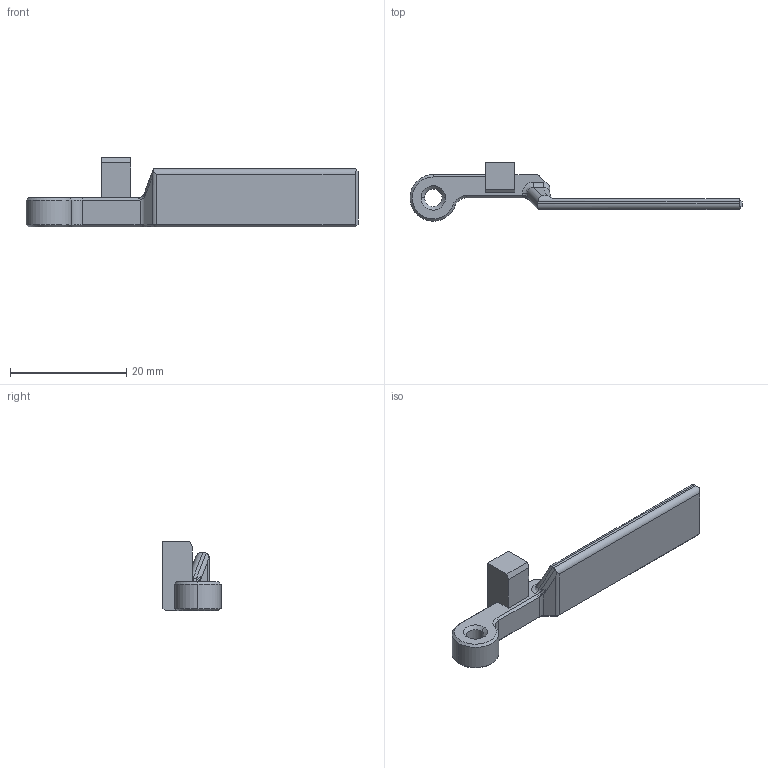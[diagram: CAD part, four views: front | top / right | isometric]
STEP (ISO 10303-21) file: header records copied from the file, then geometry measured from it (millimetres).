
FILE_DESCRIPTION (( 'STEP AP214' ), '1' );
FILE_NAME ('郔笝唳赻雄瑩瑩', '2024-03-08T14:59:19', ( '' ), ( '' ), 'SwSTEP 2.0', 'SolidWorks 2024', '' );
FILE_SCHEMA (( 'AUTOMOTIVE_DESIGN' ));
Length unit declared in the file: millimetre
Products named in the file (1): 最终版自动键键柄右
Bounding box: 57 x 9.99 x 12 mm (x, y, z)
Volume: 1410.9 mm3; surface area: 1505.7 mm2
Topology: 1 solids, 1 shells, 75 faces, 188 edges, 114 vertices
Faces by surface type: plane 35, cylinder 17, cone 15, bspline 7, torus 1
Entity records: 2429 total; most frequent: CARTESIAN_POINT 694, ORIENTED_EDGE 374, DIRECTION 335, EDGE_CURVE 187, LINE 117, VECTOR 117, VERTEX_POINT 114, AXIS2_PLACEMENT_3D 109
